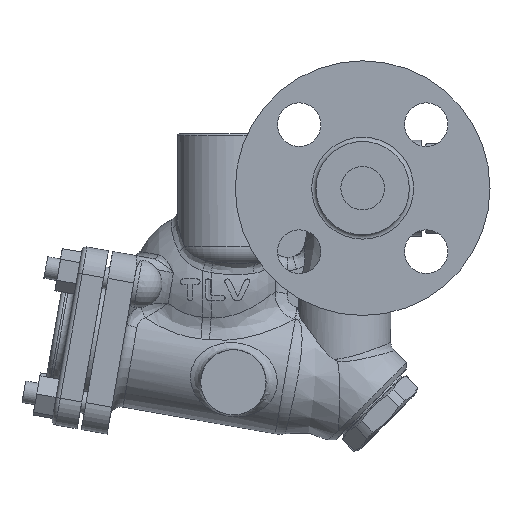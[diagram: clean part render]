
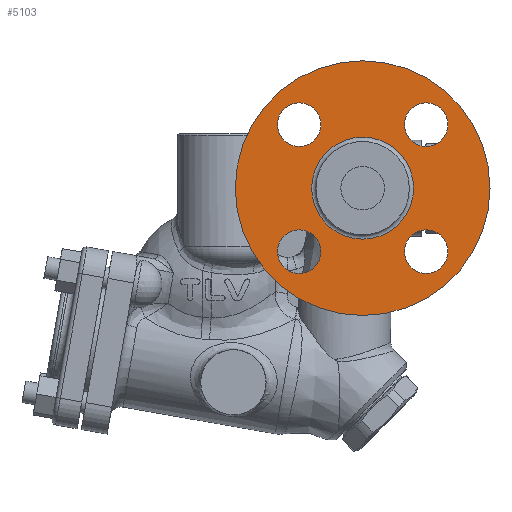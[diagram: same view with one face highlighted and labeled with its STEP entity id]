
A CAD part, front view. The second image highlights one B-rep face of the part: STEP entity #5103.
In plain terms, the highlighted planar face has unit normal (0, -1, 0).
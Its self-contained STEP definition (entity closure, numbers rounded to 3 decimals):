
#225=FACE_BOUND('',#1510,.T.);
#226=FACE_BOUND('',#1511,.T.);
#227=FACE_BOUND('',#1512,.T.);
#228=FACE_BOUND('',#1513,.T.);
#229=FACE_BOUND('',#1514,.T.);
#760=CIRCLE('',#5635,58.5);
#763=CIRCLE('',#5641,10.);
#764=CIRCLE('',#5643,10.);
#765=CIRCLE('',#5645,10.);
#766=CIRCLE('',#5647,10.);
#768=CIRCLE('',#5652,23.41);
#1095=FACE_OUTER_BOUND('',#1509,.T.);
#1509=EDGE_LOOP('',(#4648));
#1510=EDGE_LOOP('',(#4649));
#1511=EDGE_LOOP('',(#4650));
#1512=EDGE_LOOP('',(#4651));
#1513=EDGE_LOOP('',(#4652));
#1514=EDGE_LOOP('',(#4653));
#2497=VERTEX_POINT('',#11682);
#2500=VERTEX_POINT('',#11691);
#2501=VERTEX_POINT('',#11694);
#2502=VERTEX_POINT('',#11697);
#2503=VERTEX_POINT('',#11700);
#2505=VERTEX_POINT('',#11707);
#3216=EDGE_CURVE('',#2497,#2497,#760,.T.);
#3219=EDGE_CURVE('',#2500,#2500,#763,.T.);
#3220=EDGE_CURVE('',#2501,#2501,#764,.T.);
#3221=EDGE_CURVE('',#2502,#2502,#765,.T.);
#3222=EDGE_CURVE('',#2503,#2503,#766,.T.);
#3224=EDGE_CURVE('',#2505,#2505,#768,.T.);
#4648=ORIENTED_EDGE('',*,*,#3216,.F.);
#4649=ORIENTED_EDGE('',*,*,#3222,.T.);
#4650=ORIENTED_EDGE('',*,*,#3221,.T.);
#4651=ORIENTED_EDGE('',*,*,#3220,.T.);
#4652=ORIENTED_EDGE('',*,*,#3219,.T.);
#4653=ORIENTED_EDGE('',*,*,#3224,.F.);
#4789=PLANE('',#5651);
#5103=ADVANCED_FACE('',(#1095,#225,#226,#227,#228,#229),#4789,.T.);
#5635=AXIS2_PLACEMENT_3D('',#11683,#6950,#6951);
#5641=AXIS2_PLACEMENT_3D('',#11692,#6962,#6963);
#5643=AXIS2_PLACEMENT_3D('',#11695,#6966,#6967);
#5645=AXIS2_PLACEMENT_3D('',#11698,#6970,#6971);
#5647=AXIS2_PLACEMENT_3D('',#11701,#6974,#6975);
#5651=AXIS2_PLACEMENT_3D('',#11706,#6982,#6983);
#5652=AXIS2_PLACEMENT_3D('',#11708,#6984,#6985);
#6950=DIRECTION('center_axis',(0.,1.,0.));
#6951=DIRECTION('ref_axis',(1.,0.,0.));
#6962=DIRECTION('center_axis',(0.,1.,0.));
#6963=DIRECTION('ref_axis',(0.,0.,
1.));
#6966=DIRECTION('center_axis',(0.,1.,0.));
#6967=DIRECTION('ref_axis',(-1.,0.,0.));
#6970=DIRECTION('center_axis',(0.,1.,0.));
#6971=DIRECTION('ref_axis',(0.,0.,-1.));
#6974=DIRECTION('center_axis',(0.,1.,0.));
#6975=DIRECTION('ref_axis',(1.,0.,0.));
#6982=DIRECTION('center_axis',(0.,-1.,0.));
#6983=DIRECTION('ref_axis',(0.,0.,-1.));
#6984=DIRECTION('center_axis',(0.,-1.,0.));
#6985=DIRECTION('ref_axis',(0.,0.,1.));
#11682=CARTESIAN_POINT('',(122.,-91.4,128.5));
#11683=CARTESIAN_POINT('Origin',(122.,-91.4,70.));
#11691=CARTESIAN_POINT('',(92.832,-91.4,109.168));
#11692=CARTESIAN_POINT('Origin',(92.832,-91.4,99.168));
#11694=CARTESIAN_POINT('',(82.832,-91.4,40.832));
#11695=CARTESIAN_POINT('Origin',(92.832,-91.4,40.832));
#11697=CARTESIAN_POINT('',(151.168,-91.4,30.832));
#11698=CARTESIAN_POINT('Origin',(151.168,-91.4,40.832));
#11700=CARTESIAN_POINT('',(161.168,-91.4,99.168));
#11701=CARTESIAN_POINT('Origin',(151.168,-91.4,99.168));
#11706=CARTESIAN_POINT('Origin',(122.,-91.4,128.5));
#11707=CARTESIAN_POINT('',(122.,-91.4,46.59));
#11708=CARTESIAN_POINT('Origin',(122.,-91.4,70.));
